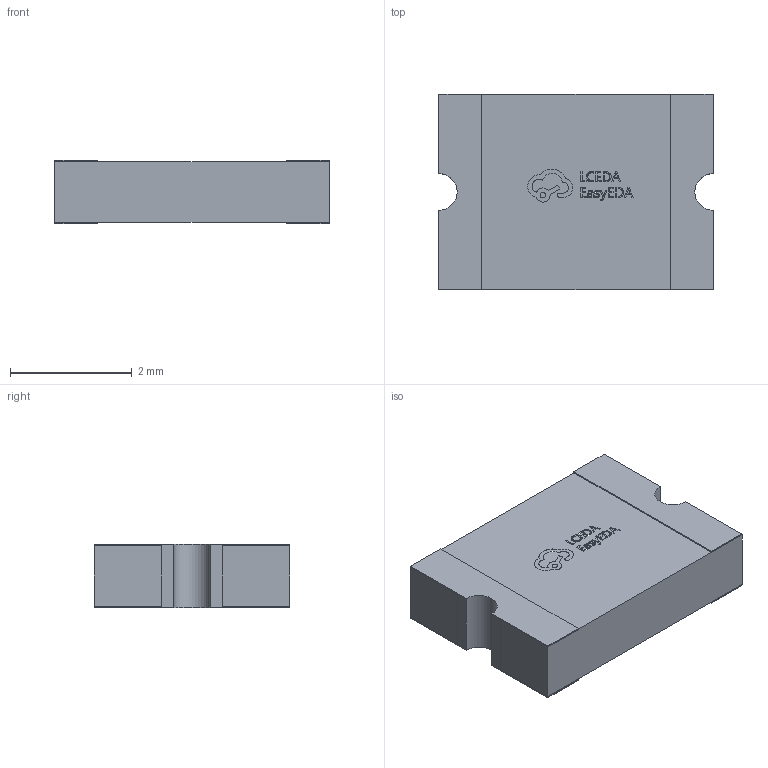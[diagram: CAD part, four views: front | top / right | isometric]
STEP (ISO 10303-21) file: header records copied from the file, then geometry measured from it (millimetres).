
FILE_DESCRIPTION (( 'STEP AP214' ), '1' );
FILE_NAME ('MF-MSMF110-16-2.STEP', '2022-10-17T11:57:00', ( '' ), ( '' ), 'SwSTEP 2.0', 'SolidWorks 2020', '' );
FILE_SCHEMA (( 'AUTOMOTIVE_DESIGN' ));
Length unit declared in the file: millimetre
Products named in the file (1): MF-MSMF110-16-2
Bounding box: 4.5 x 3.2 x 1.04 mm (x, y, z)
Surface area: 30.7 mm2 (no closed solid volume)
Topology: 0 solids, 17 shells, 49 faces, 490 edges, 455 vertices
Faces by surface type: plane 42, cylinder 6, bspline 1
Entity records: 5134 total; most frequent: CARTESIAN_POINT 1555, ORIENTED_EDGE 550, EDGE_CURVE 490, VERTEX_POINT 455, DIRECTION 420, LINE 296, VECTOR 296, B_SPLINE_CURVE_WITH_KNOTS 181
